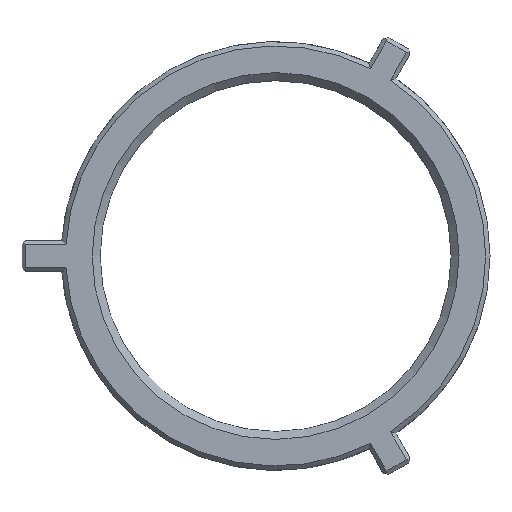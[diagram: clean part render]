
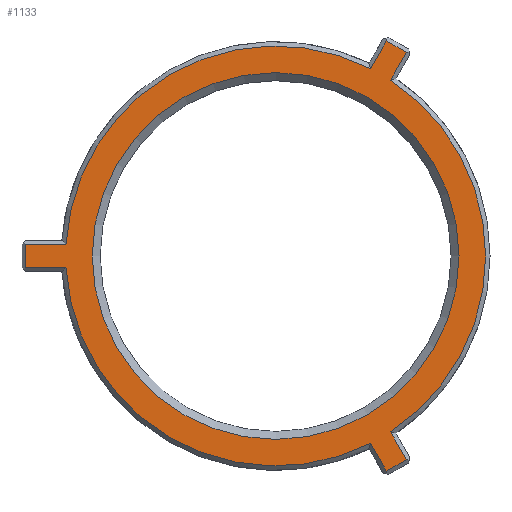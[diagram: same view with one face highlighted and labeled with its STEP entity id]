
A CAD part, top view. The second image highlights one B-rep face of the part: STEP entity #1133.
In plain terms, the highlighted planar face has unit normal (0, 0, 1).
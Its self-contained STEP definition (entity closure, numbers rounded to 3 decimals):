
#1007=CARTESIAN_POINT('',(0.,0.,6.5));
#1008=DIRECTION('',(0.,0.,-1.));
#1009=DIRECTION('',(-1.,0.,0.));
#1010=AXIS2_PLACEMENT_3D('',#1007,#1008,#1009);
#1011=PLANE('',#1010);
#1012=CARTESIAN_POINT('',(176.9,0.,6.5));
#1013=VERTEX_POINT('',#1012);
#1014=CARTESIAN_POINT('',(223.1,0.,6.5));
#1015=VERTEX_POINT('',#1014);
#1016=CARTESIAN_POINT('',(200.,0.,6.5));
#1017=DIRECTION('',(0.,0.,-1.));
#1018=DIRECTION('',(-1.,0.,0.));
#1019=AXIS2_PLACEMENT_3D('',#1016,#1017,#1018);
#1020=CIRCLE('',#1019,23.1);
#1021=EDGE_CURVE('',#1013,#1015,#1020,.T.);
#1022=ORIENTED_EDGE('',*,*,#1021,.T.);
#1023=CARTESIAN_POINT('',(200.,0.,6.5));
#1024=DIRECTION('',(0.,0.,-1.));
#1025=DIRECTION('',(-1.,0.,0.));
#1026=AXIS2_PLACEMENT_3D('',#1023,#1024,#1025);
#1027=CIRCLE('',#1026,23.1);
#1028=EDGE_CURVE('',#1015,#1013,#1027,.T.);
#1029=ORIENTED_EDGE('',*,*,#1028,.T.);
#1030=EDGE_LOOP('',(#1022,#1029));
#1031=FACE_BOUND('',#1030,.T.);
#1032=CARTESIAN_POINT('',(173.59,-1.45,6.5));
#1033=VERTEX_POINT('',#1032);
#1034=CARTESIAN_POINT('',(211.949,-23.597,6.5));
#1035=VERTEX_POINT('',#1034);
#1036=CARTESIAN_POINT('',(200.,0.,6.5));
#1037=DIRECTION('',(-0.,-0.,1.));
#1038=DIRECTION('',(-1.,0.,0.));
#1039=AXIS2_PLACEMENT_3D('',#1036,#1037,#1038);
#1040=CIRCLE('',#1039,26.45);
#1041=EDGE_CURVE('',#1033,#1035,#1040,.T.);
#1042=ORIENTED_EDGE('',*,*,#1041,.T.);
#1043=CARTESIAN_POINT('',(213.969,-27.095,6.5));
#1044=VERTEX_POINT('',#1043);
#1045=CARTESIAN_POINT('',(211.949,-23.597,6.5));
#1046=DIRECTION('',(0.5,-0.866,0.));
#1047=VECTOR('',#1046,4.04);
#1048=LINE('',#1045,#1047);
#1049=EDGE_CURVE('',#1035,#1044,#1048,.T.);
#1050=ORIENTED_EDGE('',*,*,#1049,.T.);
#1051=CARTESIAN_POINT('',(216.481,-25.645,6.5));
#1052=VERTEX_POINT('',#1051);
#1053=CARTESIAN_POINT('',(213.969,-27.095,6.5));
#1054=DIRECTION('',(0.866,0.5,0.));
#1055=VECTOR('',#1054,2.9);
#1056=LINE('',#1053,#1055);
#1057=EDGE_CURVE('',#1044,#1052,#1056,.T.);
#1058=ORIENTED_EDGE('',*,*,#1057,.T.);
#1059=CARTESIAN_POINT('',(214.461,-22.147,6.5));
#1060=VERTEX_POINT('',#1059);
#1061=CARTESIAN_POINT('',(216.481,-25.645,6.5));
#1062=DIRECTION('',(-0.5,0.866,0.));
#1063=VECTOR('',#1062,4.04);
#1064=LINE('',#1061,#1063);
#1065=EDGE_CURVE('',#1052,#1060,#1064,.T.);
#1066=ORIENTED_EDGE('',*,*,#1065,.T.);
#1067=CARTESIAN_POINT('',(214.461,22.147,6.5));
#1068=VERTEX_POINT('',#1067);
#1069=CARTESIAN_POINT('',(200.,0.,6.5));
#1070=DIRECTION('',(-0.,-0.,1.));
#1071=DIRECTION('',(-1.,0.,0.));
#1072=AXIS2_PLACEMENT_3D('',#1069,#1070,#1071);
#1073=CIRCLE('',#1072,26.45);
#1074=EDGE_CURVE('',#1060,#1068,#1073,.T.);
#1075=ORIENTED_EDGE('',*,*,#1074,.T.);
#1076=CARTESIAN_POINT('',(216.481,25.645,6.5));
#1077=VERTEX_POINT('',#1076);
#1078=CARTESIAN_POINT('',(214.461,22.147,6.5));
#1079=DIRECTION('',(0.5,0.866,0.));
#1080=VECTOR('',#1079,4.04);
#1081=LINE('',#1078,#1080);
#1082=EDGE_CURVE('',#1068,#1077,#1081,.T.);
#1083=ORIENTED_EDGE('',*,*,#1082,.T.);
#1084=CARTESIAN_POINT('',(213.969,27.095,6.5));
#1085=VERTEX_POINT('',#1084);
#1086=CARTESIAN_POINT('',(216.481,25.645,6.5));
#1087=DIRECTION('',(-0.866,0.5,0.));
#1088=VECTOR('',#1087,2.9);
#1089=LINE('',#1086,#1088);
#1090=EDGE_CURVE('',#1077,#1085,#1089,.T.);
#1091=ORIENTED_EDGE('',*,*,#1090,.T.);
#1092=CARTESIAN_POINT('',(211.949,23.597,6.5));
#1093=VERTEX_POINT('',#1092);
#1094=CARTESIAN_POINT('',(213.969,27.095,6.5));
#1095=DIRECTION('',(-0.5,-0.866,0.));
#1096=VECTOR('',#1095,4.04);
#1097=LINE('',#1094,#1096);
#1098=EDGE_CURVE('',#1085,#1093,#1097,.T.);
#1099=ORIENTED_EDGE('',*,*,#1098,.T.);
#1100=CARTESIAN_POINT('',(173.59,1.45,6.5));
#1101=VERTEX_POINT('',#1100);
#1102=CARTESIAN_POINT('',(200.,0.,6.5));
#1103=DIRECTION('',(-0.,-0.,1.));
#1104=DIRECTION('',(-1.,0.,0.));
#1105=AXIS2_PLACEMENT_3D('',#1102,#1103,#1104);
#1106=CIRCLE('',#1105,26.45);
#1107=EDGE_CURVE('',#1093,#1101,#1106,.T.);
#1108=ORIENTED_EDGE('',*,*,#1107,.T.);
#1109=CARTESIAN_POINT('',(168.55,1.45,6.5));
#1110=VERTEX_POINT('',#1109);
#1111=CARTESIAN_POINT('',(173.59,1.45,6.5));
#1112=DIRECTION('',(-1.,0.,0.));
#1113=VECTOR('',#1112,5.04);
#1114=LINE('',#1111,#1113);
#1115=EDGE_CURVE('',#1101,#1110,#1114,.T.);
#1116=ORIENTED_EDGE('',*,*,#1115,.T.);
#1117=CARTESIAN_POINT('',(168.55,-1.45,6.5));
#1118=VERTEX_POINT('',#1117);
#1119=CARTESIAN_POINT('',(168.55,1.45,6.5));
#1120=DIRECTION('',(0.,-1.,0.));
#1121=VECTOR('',#1120,2.9);
#1122=LINE('',#1119,#1121);
#1123=EDGE_CURVE('',#1110,#1118,#1122,.T.);
#1124=ORIENTED_EDGE('',*,*,#1123,.T.);
#1125=CARTESIAN_POINT('',(168.55,-1.45,6.5));
#1126=DIRECTION('',(1.,0.,-0.));
#1127=VECTOR('',#1126,5.04);
#1128=LINE('',#1125,#1127);
#1129=EDGE_CURVE('',#1118,#1033,#1128,.T.);
#1130=ORIENTED_EDGE('',*,*,#1129,.T.);
#1131=EDGE_LOOP('',(#1042,#1050,#1058,#1066,#1075,#1083,#1091,#1099,#1108,#1116,#1124,#1130));
#1132=FACE_BOUND('',#1131,.T.);
#1133=ADVANCED_FACE('',(#1031,#1132),#1011,.F.);
